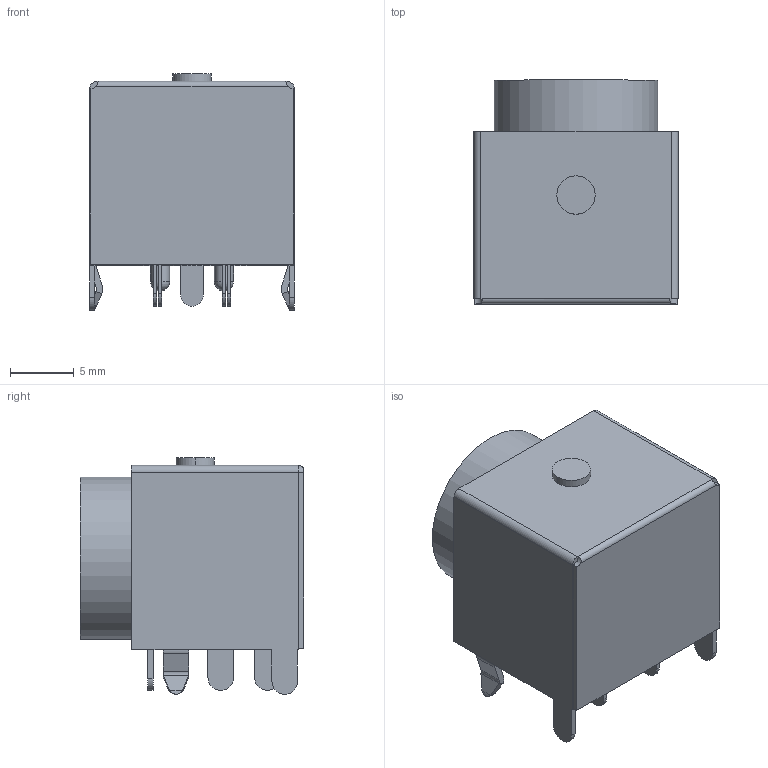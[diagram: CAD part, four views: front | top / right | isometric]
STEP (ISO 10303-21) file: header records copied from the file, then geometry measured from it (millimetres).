
FILE_DESCRIPTION((''),'2;1');
FILE_NAME('KYCON_KPJX-4S-S.stp','2014-11-20T09:08:14',(''),(''),'Mechanical Desktop 2011','Mechanical Desktop 2011',', , ');
FILE_SCHEMA(('AUTOMOTIVE_DESIGN { 1 2 10303 214 1 1 1 1 }'));
Length unit declared in the file: millimetre
Products named in the file (1): Product
Bounding box: 16 x 17.5 x 18.5 mm (x, y, z)
Volume: 3583.9 mm3; surface area: 4864.4 mm2
Topology: 19 solids, 19 shells, 227 faces, 541 edges, 348 vertices
Faces by surface type: plane 132, cylinder 83, cone 8, sphere 4
Entity records: 6812 total; most frequent: CARTESIAN_POINT 1340, DIRECTION 1163, ORIENTED_EDGE 1074, EDGE_CURVE 537, AXIS2_PLACEMENT_3D 408, VERTEX_POINT 348, VECTOR 347, LINE 347
